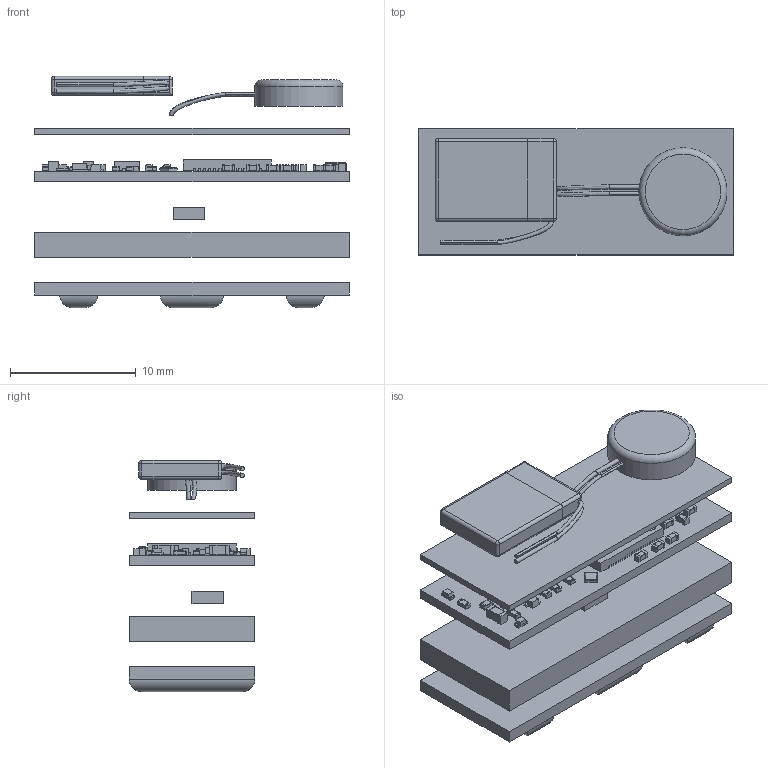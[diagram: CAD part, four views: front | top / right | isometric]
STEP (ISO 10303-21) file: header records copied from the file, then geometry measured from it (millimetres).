
FILE_DESCRIPTION(/* description */ ('KiCad electronic assembly','CAx-IF Rec.Pracs.---Representation and Presentation of Product Manufacturing Information (PMI)---4.0---2014-10-13'),/* implementation_level */ '2;1');
FILE_NAME(/* name */ 'OSO_sensor.step',/* time_stamp */ '2025-03-11T00:19:47-07:00',/* author */ (''),/* organization */ (''),/* preprocessor_version */ 'ST-DEVELOPER v20',/* originating_system */ 'Autodesk Translation Framework v13.20.0.188',/* authorisation */ '');
FILE_SCHEMA (('AP242_MANAGED_MODEL_BASED_3D_ENGINEERING_MIM_LF { 1 0 10303 442 1 1 4 }'));
Length unit declared in the file: millimetre
Products named in the file (28): OMGS3 1; SK6805-EC15; (Unsaved); 2450AT18B100E--3DModel-STEP-269445; 2450AT18B100E; MAX17048G-T10; MAX17048G+T10; SOT-723; ESD7C5.0DT5G; NCP170AMX170TCG; NCP160AMX280TBG; LED_0402_1005Metric; LED_0402_1005Metric_1; L_0402_1005Metric; L_0402_1005Metric_1; D_SOD-523; D_SOD_523; R_0402_1005Metric; R_0402_1005Metric_1; ESP32_S2--3DModel-STEP-1; ESP32-S2; C_0603_1608Metric; C_0603_1608Metric_1; C_0402_1005Metric; C_0402_1005Metric_1; _autosave-OMGS3_P1_1.27_PCB; TDFN-6-1EP_2.5x2.5mm_P0.65mm_EP1.3x2mm; TDFN_6_1EP_25x25mm_P065mm_EP13x2mm
Assembly tree (57 placements, depth 3):
  OMGS3 1
    C_0402_1005Metric  x13
      C_0402_1005Metric_1
    L_0402_1005Metric  x3
      L_0402_1005Metric_1
    R_0402_1005Metric  x13
      R_0402_1005Metric_1
    SK6805-EC15
      (Unsaved)
    TDFN-6-1EP_2.5x2.5mm_P0.65mm_EP1.3x2mm  x3
      TDFN_6_1EP_25x25mm_P065mm_EP13x2mm
    2450AT18B100E--3DModel-STEP-269445
      2450AT18B100E
    LED_0402_1005Metric  x2
      LED_0402_1005Metric_1
    MAX17048G-T10
      MAX17048G+T10
    SOT-723
      ESD7C5.0DT5G
    NCP170AMX170TCG
      NCP160AMX280TBG
    D_SOD-523
      D_SOD_523
    C_0603_1608Metric  x2
      C_0603_1608Metric_1
    ESP32_S2--3DModel-STEP-1
      ESP32-S2
    _autosave-OMGS3_P1_1.27_PCB
Bounding box: 25 x 10 x 18.39 mm (x, y, z)
Volume: 1415.7 mm3; surface area: 3276.7 mm2
Topology: 135 solids, 135 shells, 2183 faces, 5468 edges, 3585 vertices
Faces by surface type: plane 1504, cylinder 646, sphere 22, bspline 10, torus 1
Full cylindrical faces by diameter (mm): 0.095 x2, 0.15 x2, 0.75 x2, 7 x1
Entity records: 44220 total; most frequent: CARTESIAN_POINT 9412, DIRECTION 7063, ORIENTED_EDGE 6846, EDGE_CURVE 3423, LINE 2683, VECTOR 2683, VERTEX_POINT 2251, AXIS2_PLACEMENT_3D 2190
